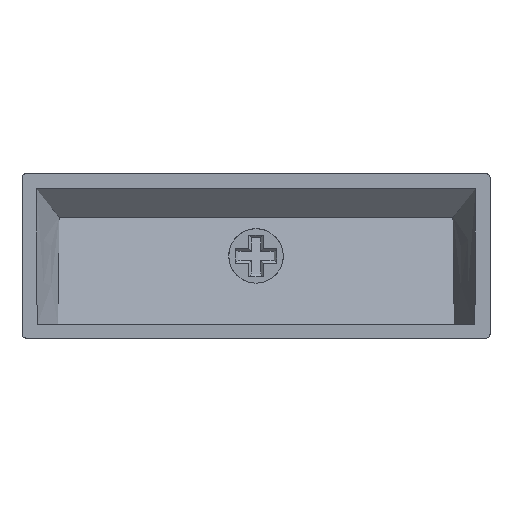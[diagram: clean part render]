
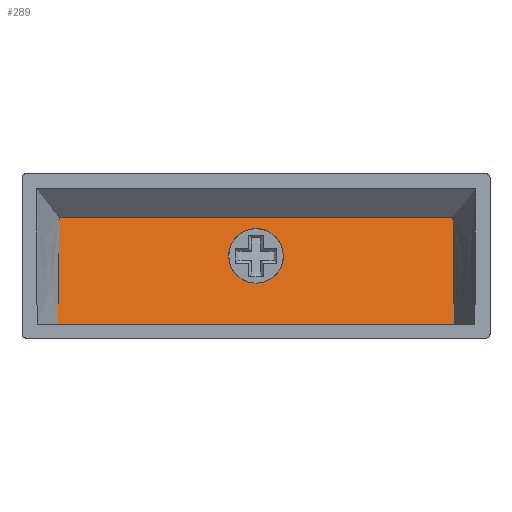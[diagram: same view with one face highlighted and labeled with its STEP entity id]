
A CAD part, front view. The second image highlights one B-rep face of the part: STEP entity #289.
In plain terms, the highlighted planar face has unit normal (0, -0.981, 0.193).
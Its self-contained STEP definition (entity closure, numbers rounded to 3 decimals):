
#34 = CARTESIAN_POINT ( 'NONE',  ( 4.003, 5.543, -12.654 ) ) ;
#208 = ORIENTED_EDGE ( 'NONE', *, *, #2394, .F. ) ;
#243 = EDGE_CURVE ( 'NONE', #2240, #2628, #1903, .T. ) ;
#289 = ADVANCED_FACE ( 'NONE', ( #2237, #1635 ), #2603, .F. ) ;
#356 = B_SPLINE_CURVE_WITH_KNOTS ( 'NONE', 3,
 ( #1080, #34, #1486, #1499 ),
 .UNSPECIFIED., .F., .F.,
 ( 4, 4 ),
 ( 0., 0.012 ),
 .UNSPECIFIED. ) ;
#496 = CARTESIAN_POINT ( 'NONE',  ( 25.8, 5.664, -12.04 ) ) ;
#525 = CARTESIAN_POINT ( 'NONE',  ( 31.8, 5.664, -12.04 ) ) ;
#594 = CARTESIAN_POINT ( 'NONE',  ( 47.517, 7.096, -4.762 ) ) ;
#601 = ORIENTED_EDGE ( 'NONE', *, *, #2445, .T. ) ;
#723 = CARTESIAN_POINT ( 'NONE',  ( 25.8, 5.664, -12.04 ) ) ;
#744 = CARTESIAN_POINT ( 'NONE',  ( 25.8, 6.845, -6.04 ) ) ;
#769 = B_SPLINE_CURVE_WITH_KNOTS ( 'NONE', 3,
 ( #1216, #805, #1661, #1017 ),
 .UNSPECIFIED., .F., .F.,
 ( 4, 4 ),
 ( 0., 0.012 ),
 .UNSPECIFIED. ) ;
#805 = CARTESIAN_POINT ( 'NONE',  ( 47.553, 6.32, -8.708 ) ) ;
#864 = ORIENTED_EDGE ( 'NONE', *, *, #2094, .F. ) ;
#971 = DIRECTION ( 'NONE',  ( 0., 0.193, 0.981 ) ) ;
#1017 = CARTESIAN_POINT ( 'NONE',  ( 47.658, 4.766, -16.6 ) ) ;
#1079 = VECTOR ( 'NONE', #1656, 1000. ) ;
#1080 = CARTESIAN_POINT ( 'NONE',  ( 3.942, 4.766, -16.6 ) ) ;
#1182 = DIRECTION ( 'NONE',  ( 0., 0.981, -0.193 ) ) ;
#1216 = CARTESIAN_POINT ( 'NONE',  ( 47.517, 7.096, -4.762 ) ) ;
#1240 = EDGE_CURVE ( 'NONE', #2628, #2240, #1522, .T. ) ;
#1287 = VERTEX_POINT ( 'NONE', #1851 ) ;
#1393 = CARTESIAN_POINT ( 'NONE',  ( 0., 7.096, -4.762 ) ) ;
#1435 = VERTEX_POINT ( 'NONE', #2172 ) ;
#1486 = CARTESIAN_POINT ( 'NONE',  ( 4.047, 6.32, -8.708 ) ) ;
#1499 = CARTESIAN_POINT ( 'NONE',  ( 4.083, 7.096, -4.762 ) ) ;
#1522 =( BOUNDED_CURVE ( )  B_SPLINE_CURVE ( 3, ( #1573, #1587, #2200, #1801 ),
 .UNSPECIFIED., .F., .F. ) 
 B_SPLINE_CURVE_WITH_KNOTS ( ( 4, 4 ),
 ( 3.142, 6.283 ),
 .UNSPECIFIED. ) 
 CURVE ( )  GEOMETRIC_REPRESENTATION_ITEM ( )  RATIONAL_B_SPLINE_CURVE ( ( 1., 0.333, 0.333, 1. ) ) 
 REPRESENTATION_ITEM ( '' )  );
#1530 = EDGE_LOOP ( 'NONE', ( #208, #2351, #864, #601 ) ) ;
#1561 = ORIENTED_EDGE ( 'NONE', *, *, #243, .F. ) ;
#1571 = EDGE_LOOP ( 'NONE', ( #1561, #2057 ) ) ;
#1572 = EDGE_CURVE ( 'NONE', #1287, #2396, #2171, .T. ) ;
#1573 = CARTESIAN_POINT ( 'NONE',  ( 25.8, 6.845, -6.04 ) ) ;
#1587 = CARTESIAN_POINT ( 'NONE',  ( 19.8, 6.845, -6.04 ) ) ;
#1635 = FACE_OUTER_BOUND ( 'NONE', #1530, .T. ) ;
#1656 = DIRECTION ( 'NONE',  ( 1., 0., 0. ) ) ;
#1659 = AXIS2_PLACEMENT_3D ( 'NONE', #2065, #1182, #971 ) ;
#1661 = CARTESIAN_POINT ( 'NONE',  ( 47.597, 5.543, -12.654 ) ) ;
#1674 = CARTESIAN_POINT ( 'NONE',  ( 25.8, 6.845, -6.04 ) ) ;
#1717 = LINE ( 'NONE', #1854, #1079 ) ;
#1780 = CARTESIAN_POINT ( 'NONE',  ( 31.8, 6.845, -6.04 ) ) ;
#1797 = DIRECTION ( 'NONE',  ( 1., 0., 0. ) ) ;
#1801 = CARTESIAN_POINT ( 'NONE',  ( 25.8, 5.664, -12.04 ) ) ;
#1851 = CARTESIAN_POINT ( 'NONE',  ( 4.083, 7.096, -4.762 ) ) ;
#1854 = CARTESIAN_POINT ( 'NONE',  ( 0., 4.766, -16.6 ) ) ;
#1903 =( BOUNDED_CURVE ( )  B_SPLINE_CURVE ( 3, ( #723, #525, #1780, #744 ),
 .UNSPECIFIED., .F., .F. ) 
 B_SPLINE_CURVE_WITH_KNOTS ( ( 4, 4 ),
 ( 0., 3.142 ),
 .UNSPECIFIED. ) 
 CURVE ( )  GEOMETRIC_REPRESENTATION_ITEM ( )  RATIONAL_B_SPLINE_CURVE ( ( 1., 0.333, 0.333, 1. ) ) 
 REPRESENTATION_ITEM ( '' )  );
#2057 = ORIENTED_EDGE ( 'NONE', *, *, #1240, .F. ) ;
#2065 = CARTESIAN_POINT ( 'NONE',  ( 0., 7.734, -1.522 ) ) ;
#2094 = EDGE_CURVE ( 'NONE', #2123, #1287, #356, .T. ) ;
#2121 = CARTESIAN_POINT ( 'NONE',  ( 3.942, 4.766, -16.6 ) ) ;
#2123 = VERTEX_POINT ( 'NONE', #2121 ) ;
#2171 = LINE ( 'NONE', #1393, #2551 ) ;
#2172 = CARTESIAN_POINT ( 'NONE',  ( 47.658, 4.766, -16.6 ) ) ;
#2200 = CARTESIAN_POINT ( 'NONE',  ( 19.8, 5.664, -12.04 ) ) ;
#2237 = FACE_BOUND ( 'NONE', #1571, .T. ) ;
#2240 = VERTEX_POINT ( 'NONE', #496 ) ;
#2351 = ORIENTED_EDGE ( 'NONE', *, *, #1572, .F. ) ;
#2394 = EDGE_CURVE ( 'NONE', #2396, #1435, #769, .T. ) ;
#2396 = VERTEX_POINT ( 'NONE', #594 ) ;
#2445 = EDGE_CURVE ( 'NONE', #2123, #1435, #1717, .T. ) ;
#2551 = VECTOR ( 'NONE', #1797, 1000. ) ;
#2603 = PLANE ( 'NONE',  #1659 ) ;
#2628 = VERTEX_POINT ( 'NONE', #1674 ) ;
